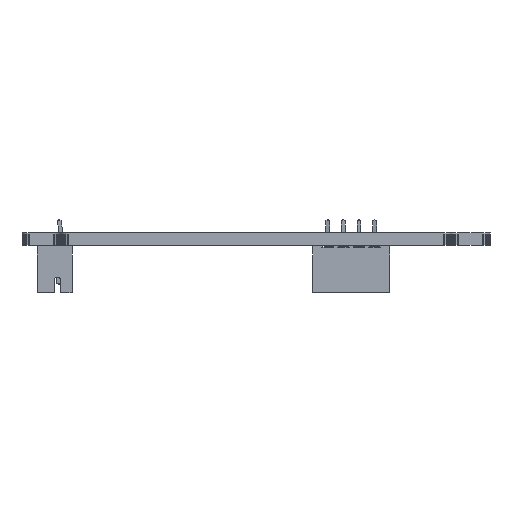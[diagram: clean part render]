
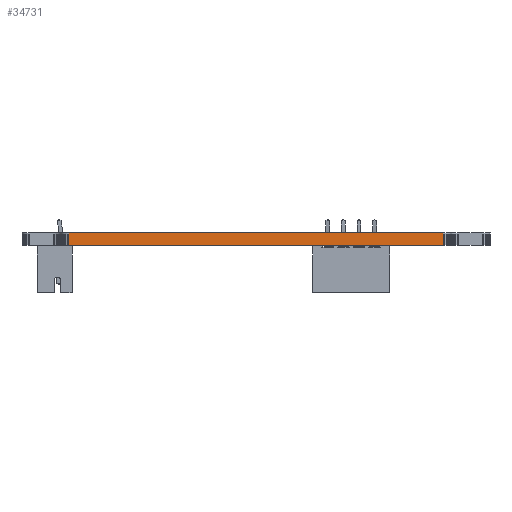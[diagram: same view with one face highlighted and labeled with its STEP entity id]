
A CAD part, left-side view. The second image highlights one B-rep face of the part: STEP entity #34731.
In plain terms, the highlighted planar face has unit normal (-1, 0, 0).
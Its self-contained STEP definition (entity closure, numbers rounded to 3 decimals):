
#17366 = PLANE('',#17367);
#17367 = AXIS2_PLACEMENT_3D('',#17368,#17369,#17370);
#17368 = CARTESIAN_POINT('',(165.548,-66.2,1.6));
#17369 = DIRECTION('',(-0.,-0.,-1.));
#17370 = DIRECTION('',(-1.,0.,0.));
#17420 = PLANE('',#17421);
#17421 = AXIS2_PLACEMENT_3D('',#17422,#17423,#17424);
#17422 = CARTESIAN_POINT('',(165.548,-66.2,0.));
#17423 = DIRECTION('',(-0.,-0.,-1.));
#17424 = DIRECTION('',(-1.,0.,0.));
#19713 = VERTEX_POINT('',#19714);
#19714 = CARTESIAN_POINT('',(105.548,-90.2,0.));
#19728 = PLANE('',#19729);
#19729 = AXIS2_PLACEMENT_3D('',#19730,#19731,#19732);
#19730 = CARTESIAN_POINT('',(105.567,-90.395,0.));
#19731 = DIRECTION('',(-0.995,-0.098,0.));
#19732 = DIRECTION('',(-0.098,0.995,0.));
#19740 = EDGE_CURVE('',#19713,#19741,#19743,.T.);
#19741 = VERTEX_POINT('',#19742);
#19742 = CARTESIAN_POINT('',(105.548,-42.2,0.));
#19743 = SURFACE_CURVE('',#19744,(#19748,#19755),.PCURVE_S1.);
#19744 = LINE('',#19745,#19746);
#19745 = CARTESIAN_POINT('',(105.548,-90.2,0.));
#19746 = VECTOR('',#19747,1.);
#19747 = DIRECTION('',(0.,1.,0.));
#19748 = PCURVE('',#17420,#19749);
#19749 = DEFINITIONAL_REPRESENTATION('',(#19750),#19754);
#19750 = LINE('',#19751,#19752);
#19751 = CARTESIAN_POINT('',(60.,-24.));
#19752 = VECTOR('',#19753,1.);
#19753 = DIRECTION('',(0.,1.));
#19754 = ( GEOMETRIC_REPRESENTATION_CONTEXT(2) 
PARAMETRIC_REPRESENTATION_CONTEXT() REPRESENTATION_CONTEXT('2D SPACE',''
  ) );
#19755 = PCURVE('',#19756,#19761);
#19756 = PLANE('',#19757);
#19757 = AXIS2_PLACEMENT_3D('',#19758,#19759,#19760);
#19758 = CARTESIAN_POINT('',(105.548,-90.2,0.));
#19759 = DIRECTION('',(-1.,0.,0.));
#19760 = DIRECTION('',(0.,1.,0.));
#19761 = DEFINITIONAL_REPRESENTATION('',(#19762),#19766);
#19762 = LINE('',#19763,#19764);
#19763 = CARTESIAN_POINT('',(0.,0.));
#19764 = VECTOR('',#19765,1.);
#19765 = DIRECTION('',(1.,0.));
#19766 = ( GEOMETRIC_REPRESENTATION_CONTEXT(2) 
PARAMETRIC_REPRESENTATION_CONTEXT() REPRESENTATION_CONTEXT('2D SPACE',''
  ) );
#19784 = PLANE('',#19785);
#19785 = AXIS2_PLACEMENT_3D('',#19786,#19787,#19788);
#19786 = CARTESIAN_POINT('',(105.548,-42.2,0.));
#19787 = DIRECTION('',(-0.995,0.098,0.));
#19788 = DIRECTION('',(0.098,0.995,0.));
#27853 = VERTEX_POINT('',#27854);
#27854 = CARTESIAN_POINT('',(105.548,-90.2,1.6));
#27875 = EDGE_CURVE('',#27853,#27876,#27878,.T.);
#27876 = VERTEX_POINT('',#27877);
#27877 = CARTESIAN_POINT('',(105.548,-42.2,1.6));
#27878 = SURFACE_CURVE('',#27879,(#27883,#27890),.PCURVE_S1.);
#27879 = LINE('',#27880,#27881);
#27880 = CARTESIAN_POINT('',(105.548,-90.2,1.6));
#27881 = VECTOR('',#27882,1.);
#27882 = DIRECTION('',(0.,1.,0.));
#27883 = PCURVE('',#17366,#27884);
#27884 = DEFINITIONAL_REPRESENTATION('',(#27885),#27889);
#27885 = LINE('',#27886,#27887);
#27886 = CARTESIAN_POINT('',(60.,-24.));
#27887 = VECTOR('',#27888,1.);
#27888 = DIRECTION('',(0.,1.));
#27889 = ( GEOMETRIC_REPRESENTATION_CONTEXT(2) 
PARAMETRIC_REPRESENTATION_CONTEXT() REPRESENTATION_CONTEXT('2D SPACE',''
  ) );
#27890 = PCURVE('',#19756,#27891);
#27891 = DEFINITIONAL_REPRESENTATION('',(#27892),#27896);
#27892 = LINE('',#27893,#27894);
#27893 = CARTESIAN_POINT('',(0.,-1.6));
#27894 = VECTOR('',#27895,1.);
#27895 = DIRECTION('',(1.,0.));
#27896 = ( GEOMETRIC_REPRESENTATION_CONTEXT(2) 
PARAMETRIC_REPRESENTATION_CONTEXT() REPRESENTATION_CONTEXT('2D SPACE',''
  ) );
#34681 = EDGE_CURVE('',#19741,#27876,#34682,.T.);
#34682 = SURFACE_CURVE('',#34683,(#34687,#34694),.PCURVE_S1.);
#34683 = LINE('',#34684,#34685);
#34684 = CARTESIAN_POINT('',(105.548,-42.2,0.));
#34685 = VECTOR('',#34686,1.);
#34686 = DIRECTION('',(0.,0.,1.));
#34687 = PCURVE('',#19784,#34688);
#34688 = DEFINITIONAL_REPRESENTATION('',(#34689),#34693);
#34689 = LINE('',#34690,#34691);
#34690 = CARTESIAN_POINT('',(0.,0.));
#34691 = VECTOR('',#34692,1.);
#34692 = DIRECTION('',(0.,-1.));
#34693 = ( GEOMETRIC_REPRESENTATION_CONTEXT(2) 
PARAMETRIC_REPRESENTATION_CONTEXT() REPRESENTATION_CONTEXT('2D SPACE',''
  ) );
#34694 = PCURVE('',#19756,#34695);
#34695 = DEFINITIONAL_REPRESENTATION('',(#34696),#34700);
#34696 = LINE('',#34697,#34698);
#34697 = CARTESIAN_POINT('',(48.,0.));
#34698 = VECTOR('',#34699,1.);
#34699 = DIRECTION('',(0.,-1.));
#34700 = ( GEOMETRIC_REPRESENTATION_CONTEXT(2) 
PARAMETRIC_REPRESENTATION_CONTEXT() REPRESENTATION_CONTEXT('2D SPACE',''
  ) );
#34731 = ADVANCED_FACE('',(#34732),#19756,.T.);
#34732 = FACE_BOUND('',#34733,.T.);
#34733 = EDGE_LOOP('',(#34734,#34755,#34756,#34757));
#34734 = ORIENTED_EDGE('',*,*,#34735,.T.);
#34735 = EDGE_CURVE('',#19713,#27853,#34736,.T.);
#34736 = SURFACE_CURVE('',#34737,(#34741,#34748),.PCURVE_S1.);
#34737 = LINE('',#34738,#34739);
#34738 = CARTESIAN_POINT('',(105.548,-90.2,0.));
#34739 = VECTOR('',#34740,1.);
#34740 = DIRECTION('',(0.,0.,1.));
#34741 = PCURVE('',#19756,#34742);
#34742 = DEFINITIONAL_REPRESENTATION('',(#34743),#34747);
#34743 = LINE('',#34744,#34745);
#34744 = CARTESIAN_POINT('',(0.,0.));
#34745 = VECTOR('',#34746,1.);
#34746 = DIRECTION('',(0.,-1.));
#34747 = ( GEOMETRIC_REPRESENTATION_CONTEXT(2) 
PARAMETRIC_REPRESENTATION_CONTEXT() REPRESENTATION_CONTEXT('2D SPACE',''
  ) );
#34748 = PCURVE('',#19728,#34749);
#34749 = DEFINITIONAL_REPRESENTATION('',(#34750),#34754);
#34750 = LINE('',#34751,#34752);
#34751 = CARTESIAN_POINT('',(0.196,0.));
#34752 = VECTOR('',#34753,1.);
#34753 = DIRECTION('',(0.,-1.));
#34754 = ( GEOMETRIC_REPRESENTATION_CONTEXT(2) 
PARAMETRIC_REPRESENTATION_CONTEXT() REPRESENTATION_CONTEXT('2D SPACE',''
  ) );
#34755 = ORIENTED_EDGE('',*,*,#27875,.T.);
#34756 = ORIENTED_EDGE('',*,*,#34681,.F.);
#34757 = ORIENTED_EDGE('',*,*,#19740,.F.);
